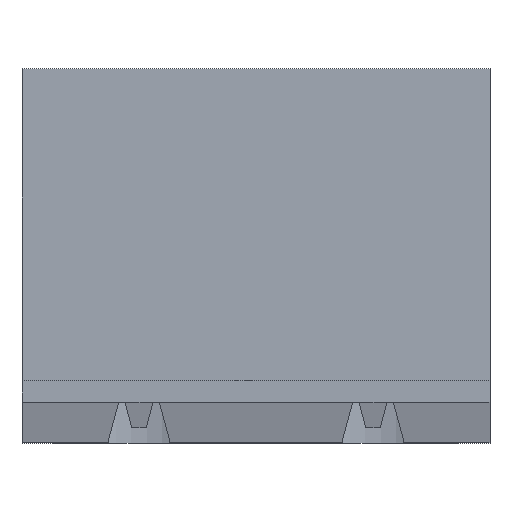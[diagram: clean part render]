
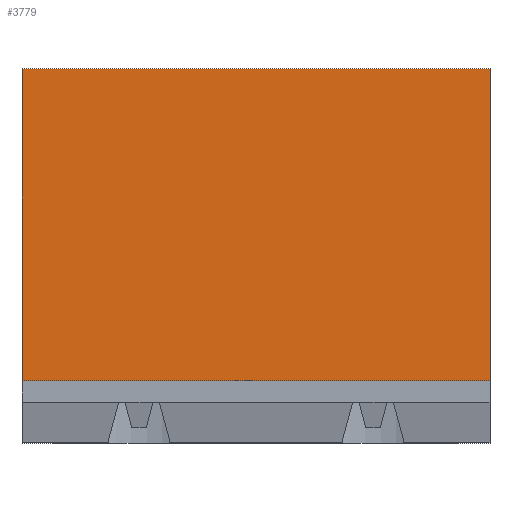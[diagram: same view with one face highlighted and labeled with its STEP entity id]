
A CAD part, top view. The second image highlights one B-rep face of the part: STEP entity #3779.
In plain terms, the highlighted planar face has unit normal (0, 0, 1).
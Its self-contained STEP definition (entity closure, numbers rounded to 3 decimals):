
#1055 = PLANE('',#1056);
#1056 = AXIS2_PLACEMENT_3D('',#1057,#1058,#1059);
#1057 = CARTESIAN_POINT('',(11.25,2.,0.));
#1058 = DIRECTION('',(1.,0.,0.));
#1059 = DIRECTION('',(0.,-1.,0.));
#1375 = PLANE('',#1376);
#1376 = AXIS2_PLACEMENT_3D('',#1377,#1378,#1379);
#1377 = CARTESIAN_POINT('',(-3.75,-10.,0.));
#1378 = DIRECTION('',(-1.,0.,0.));
#1379 = DIRECTION('',(0.,1.,0.));
#1930 = PLANE('',#1931);
#1931 = AXIS2_PLACEMENT_3D('',#1932,#1933,#1934);
#1932 = CARTESIAN_POINT('',(-3.75,2.,0.));
#1933 = DIRECTION('',(0.,1.,0.));
#1934 = DIRECTION('',(1.,0.,0.));
#2218 = VERTEX_POINT('',#2219);
#2219 = CARTESIAN_POINT('',(-3.75,-8.,7.8));
#2245 = EDGE_CURVE('',#2218,#2246,#2248,.T.);
#2246 = VERTEX_POINT('',#2247);
#2247 = CARTESIAN_POINT('',(-3.75,2.,7.8));
#2248 = SURFACE_CURVE('',#2249,(#2253,#2260),.PCURVE_S1.);
#2249 = LINE('',#2250,#2251);
#2250 = CARTESIAN_POINT('',(-3.75,-10.,7.8));
#2251 = VECTOR('',#2252,1.);
#2252 = DIRECTION('',(0.,1.,0.));
#2253 = PCURVE('',#1375,#2254);
#2254 = DEFINITIONAL_REPRESENTATION('',(#2255),#2259);
#2255 = LINE('',#2256,#2257);
#2256 = CARTESIAN_POINT('',(0.,-7.8));
#2257 = VECTOR('',#2258,1.);
#2258 = DIRECTION('',(1.,0.));
#2259 = ( GEOMETRIC_REPRESENTATION_CONTEXT(2) 
PARAMETRIC_REPRESENTATION_CONTEXT() REPRESENTATION_CONTEXT('2D SPACE',''
  ) );
#2260 = PCURVE('',#2261,#2266);
#2261 = PLANE('',#2262);
#2262 = AXIS2_PLACEMENT_3D('',#2263,#2264,#2265);
#2263 = CARTESIAN_POINT('',(3.75,-4.,7.8));
#2264 = DIRECTION('',(-0.,-0.,-1.));
#2265 = DIRECTION('',(-1.,0.,0.));
#2266 = DEFINITIONAL_REPRESENTATION('',(#2267),#2271);
#2267 = LINE('',#2268,#2269);
#2268 = CARTESIAN_POINT('',(7.5,-6.));
#2269 = VECTOR('',#2270,1.);
#2270 = DIRECTION('',(0.,1.));
#2271 = ( GEOMETRIC_REPRESENTATION_CONTEXT(2) 
PARAMETRIC_REPRESENTATION_CONTEXT() REPRESENTATION_CONTEXT('2D SPACE',''
  ) );
#2829 = VERTEX_POINT('',#2830);
#2830 = CARTESIAN_POINT('',(11.25,2.,7.8));
#2851 = EDGE_CURVE('',#2829,#2852,#2854,.T.);
#2852 = VERTEX_POINT('',#2853);
#2853 = CARTESIAN_POINT('',(11.25,-8.,7.8));
#2854 = SURFACE_CURVE('',#2855,(#2859,#2866),.PCURVE_S1.);
#2855 = LINE('',#2856,#2857);
#2856 = CARTESIAN_POINT('',(11.25,2.,7.8));
#2857 = VECTOR('',#2858,1.);
#2858 = DIRECTION('',(0.,-1.,0.));
#2859 = PCURVE('',#1055,#2860);
#2860 = DEFINITIONAL_REPRESENTATION('',(#2861),#2865);
#2861 = LINE('',#2862,#2863);
#2862 = CARTESIAN_POINT('',(0.,-7.8));
#2863 = VECTOR('',#2864,1.);
#2864 = DIRECTION('',(1.,0.));
#2865 = ( GEOMETRIC_REPRESENTATION_CONTEXT(2) 
PARAMETRIC_REPRESENTATION_CONTEXT() REPRESENTATION_CONTEXT('2D SPACE',''
  ) );
#2866 = PCURVE('',#2261,#2867);
#2867 = DEFINITIONAL_REPRESENTATION('',(#2868),#2872);
#2868 = LINE('',#2869,#2870);
#2869 = CARTESIAN_POINT('',(-7.5,6.));
#2870 = VECTOR('',#2871,1.);
#2871 = DIRECTION('',(0.,-1.));
#2872 = ( GEOMETRIC_REPRESENTATION_CONTEXT(2) 
PARAMETRIC_REPRESENTATION_CONTEXT() REPRESENTATION_CONTEXT('2D SPACE',''
  ) );
#3243 = EDGE_CURVE('',#2246,#2829,#3244,.T.);
#3244 = SURFACE_CURVE('',#3245,(#3249,#3256),.PCURVE_S1.);
#3245 = LINE('',#3246,#3247);
#3246 = CARTESIAN_POINT('',(-3.75,2.,7.8));
#3247 = VECTOR('',#3248,1.);
#3248 = DIRECTION('',(1.,0.,0.));
#3249 = PCURVE('',#1930,#3250);
#3250 = DEFINITIONAL_REPRESENTATION('',(#3251),#3255);
#3251 = LINE('',#3252,#3253);
#3252 = CARTESIAN_POINT('',(0.,-7.8));
#3253 = VECTOR('',#3254,1.);
#3254 = DIRECTION('',(1.,0.));
#3255 = ( GEOMETRIC_REPRESENTATION_CONTEXT(2) 
PARAMETRIC_REPRESENTATION_CONTEXT() REPRESENTATION_CONTEXT('2D SPACE',''
  ) );
#3256 = PCURVE('',#2261,#3257);
#3257 = DEFINITIONAL_REPRESENTATION('',(#3258),#3262);
#3258 = LINE('',#3259,#3260);
#3259 = CARTESIAN_POINT('',(7.5,6.));
#3260 = VECTOR('',#3261,1.);
#3261 = DIRECTION('',(-1.,0.));
#3262 = ( GEOMETRIC_REPRESENTATION_CONTEXT(2) 
PARAMETRIC_REPRESENTATION_CONTEXT() REPRESENTATION_CONTEXT('2D SPACE',''
  ) );
#3718 = PLANE('',#3719);
#3719 = AXIS2_PLACEMENT_3D('',#3720,#3721,#3722);
#3720 = CARTESIAN_POINT('',(-3.75,-8.,7.8));
#3721 = DIRECTION('',(0.,-1.,0.));
#3722 = DIRECTION('',(0.,0.,1.));
#3779 = ADVANCED_FACE('',(#3780),#2261,.F.);
#3780 = FACE_BOUND('',#3781,.F.);
#3781 = EDGE_LOOP('',(#3782,#3783,#3784,#3785));
#3782 = ORIENTED_EDGE('',*,*,#2245,.T.);
#3783 = ORIENTED_EDGE('',*,*,#3243,.T.);
#3784 = ORIENTED_EDGE('',*,*,#2851,.T.);
#3785 = ORIENTED_EDGE('',*,*,#3786,.F.);
#3786 = EDGE_CURVE('',#2218,#2852,#3787,.T.);
#3787 = SURFACE_CURVE('',#3788,(#3792,#3799),.PCURVE_S1.);
#3788 = LINE('',#3789,#3790);
#3789 = CARTESIAN_POINT('',(-3.75,-8.,7.8));
#3790 = VECTOR('',#3791,1.);
#3791 = DIRECTION('',(1.,0.,0.));
#3792 = PCURVE('',#2261,#3793);
#3793 = DEFINITIONAL_REPRESENTATION('',(#3794),#3798);
#3794 = LINE('',#3795,#3796);
#3795 = CARTESIAN_POINT('',(7.5,-4.));
#3796 = VECTOR('',#3797,1.);
#3797 = DIRECTION('',(-1.,0.));
#3798 = ( GEOMETRIC_REPRESENTATION_CONTEXT(2) 
PARAMETRIC_REPRESENTATION_CONTEXT() REPRESENTATION_CONTEXT('2D SPACE',''
  ) );
#3799 = PCURVE('',#3718,#3800);
#3800 = DEFINITIONAL_REPRESENTATION('',(#3801),#3805);
#3801 = LINE('',#3802,#3803);
#3802 = CARTESIAN_POINT('',(0.,0.));
#3803 = VECTOR('',#3804,1.);
#3804 = DIRECTION('',(0.,-1.));
#3805 = ( GEOMETRIC_REPRESENTATION_CONTEXT(2) 
PARAMETRIC_REPRESENTATION_CONTEXT() REPRESENTATION_CONTEXT('2D SPACE',''
  ) );
